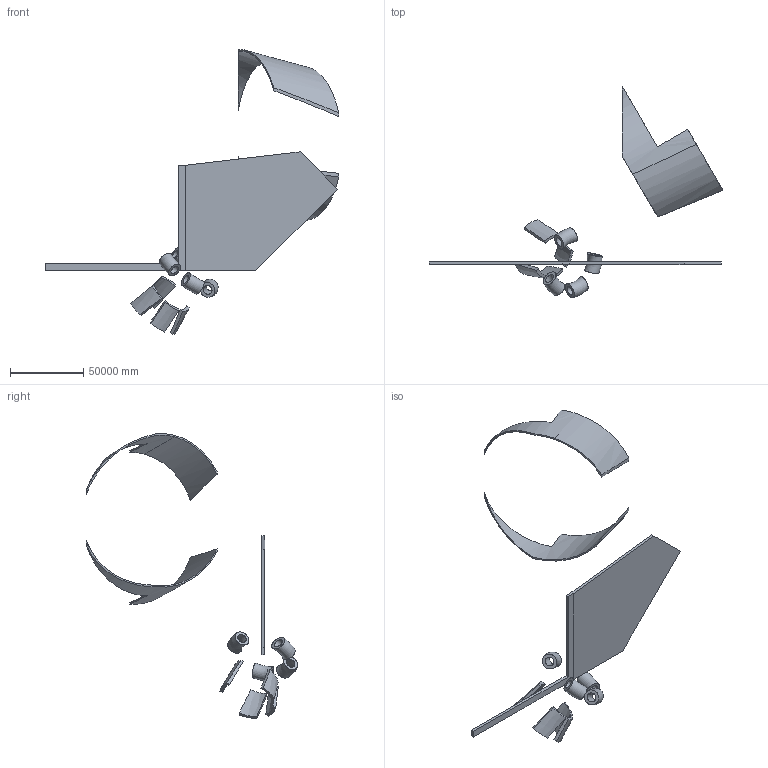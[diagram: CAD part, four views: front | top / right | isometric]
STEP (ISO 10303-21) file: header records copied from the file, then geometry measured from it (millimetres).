
FILE_DESCRIPTION(('Open CASCADE Model'),'2;1');
FILE_NAME('Open CASCADE Shape Model','2023-06-21T11:27:34',('Author'),( 'Open CASCADE'),'Open CASCADE STEP processor 7.5','Open CASCADE 7.5' ,'Unknown');
FILE_SCHEMA(('AUTOMOTIVE_DESIGN { 1 0 10303 214 1 1 1 1 }'));
Length unit declared in the file: metre
Products named in the file (14): meli-melo; Partition_1_1_1; Partition_1_1_2; Partition_1_1_3; Partition_1_1_4; Partition_1_1_5; Partition_1_1_6; Partition_1_1_7; Partition_1_1_8; Partition_1_1_9; Partition_1_1_10; Partition_1_1_11; Partition_1_1_11_1; Partition_1_1_11_2
Assembly tree (13 placements, depth 3):
  meli-melo
    Partition_1_1_1
    Partition_1_1_2
    Partition_1_1_3
    Partition_1_1_4
    Partition_1_1_5
    Partition_1_1_6
    Partition_1_1_7
    Partition_1_1_8
    Partition_1_1_9
    Partition_1_1_10
    Partition_1_1_11
      Partition_1_1_11_1
      Partition_1_1_11_2
Bounding box: 200784.61 x 144478.07 x 194840.55 mm (x, y, z)
Volume: 25237041626642.9 mm3; surface area: 35218756046.9 mm2
Topology: 12 solids, 12 shells, 73 faces, 147 edges, 98 vertices
Faces by surface type: plane 51, cone 8, torus 8, cylinder 6
Entity records: 10657 total; most frequent: CARTESIAN_POINT 7405, DIRECTION 583, ORIENTED_EDGE 294, PCURVE 294, DEFINITIONAL_REPRESENTATION 294, LINE 213, VECTOR 213, AXIS2_PLACEMENT_3D 155
